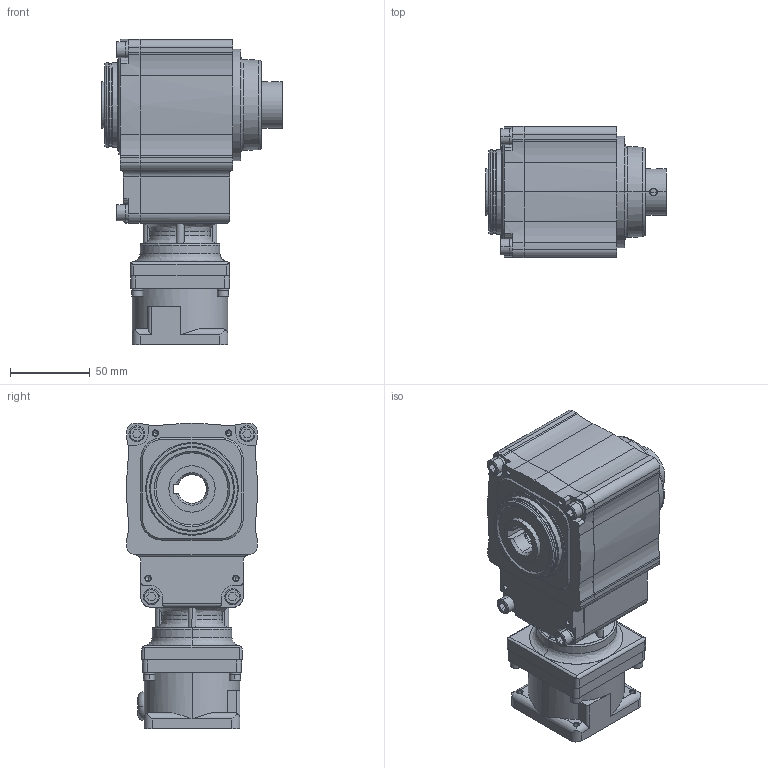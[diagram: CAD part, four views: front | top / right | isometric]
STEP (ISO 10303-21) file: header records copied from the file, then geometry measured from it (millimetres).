
FILE_DESCRIPTION (( 'STEP AP203' ), '1' );
FILE_NAME ('AFCZ18S-10L200S3(None)_T-8957.STEP', '2021-04-08T09:45:01', ( '' ), ( '' ), 'SwSTEP 2.0', 'SolidWorks 2020', '' );
FILE_SCHEMA (( 'CONFIG_CONTROL_DESIGN' ));
Length unit declared in the file: millimetre
Products named in the file (3): AFCZ18S-10L200S3(None)_T-8957; 1218F-200-S3_200W_Bracket T-8957; _AFC18S-3_Gear head
Assembly tree (2 placements, depth 2):
  AFCZ18S-10L200S3(None)_T-8957
    _AFC18S-3_Gear head
    1218F-200-S3_200W_Bracket T-8957
Bounding box: 113 x 82 x 191 mm (x, y, z)
Volume: 831211.5 mm3; surface area: 96132.2 mm2
Topology: 2 solids, 2 shells, 651 faces, 1642 edges, 1038 vertices
Faces by surface type: cylinder 280, plane 251, cone 100, bspline 18, torus 2
Entity records: 21250 total; most frequent: CARTESIAN_POINT 5169, DIRECTION 3405, ORIENTED_EDGE 3248, EDGE_CURVE 1624, AXIS2_PLACEMENT_3D 1274, VERTEX_POINT 1038, VECTOR 857, LINE 857
